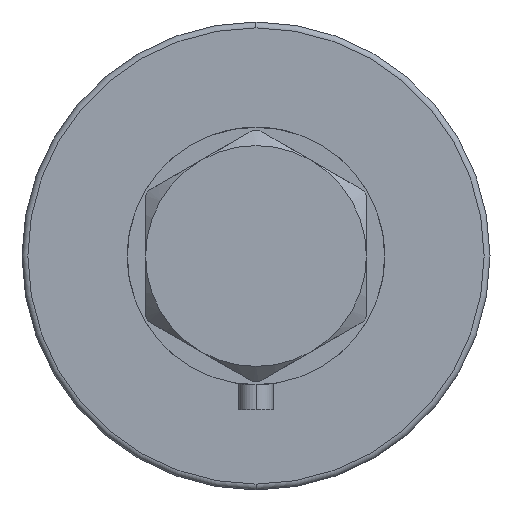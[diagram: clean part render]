
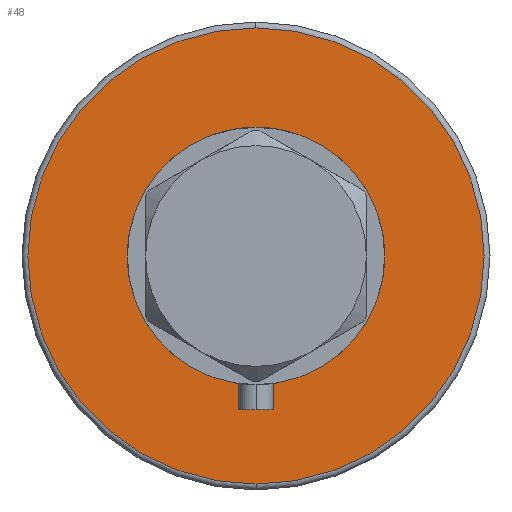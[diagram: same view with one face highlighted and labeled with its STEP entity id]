
A CAD part, left-side view. The second image highlights one B-rep face of the part: STEP entity #48.
In plain terms, the highlighted face is planar.
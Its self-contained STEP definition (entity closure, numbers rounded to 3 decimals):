
#27 = DIRECTION ( 'NONE',  ( 0., 0., 1. ) ) ;
#48 = ADVANCED_FACE ( 'NONE', ( #2453, #2864 ), #2477, .F. ) ;
#233 = EDGE_CURVE ( 'NONE', #2651, #3933, #2662, .T. ) ;
#359 = EDGE_LOOP ( 'NONE', ( #2735, #461 ) ) ;
#441 = DIRECTION ( 'NONE',  ( 0., 0., 1. ) ) ;
#461 = ORIENTED_EDGE ( 'NONE', *, *, #1586, .T. ) ;
#493 = DIRECTION ( 'NONE',  ( 1., 0., 0. ) ) ;
#496 = DIRECTION ( 'NONE',  ( 0., 0., 1. ) ) ;
#763 = CIRCLE ( 'NONE', #4574, 78. ) ;
#910 = CARTESIAN_POINT ( 'NONE',  ( 0., 0., 0. ) ) ;
#914 = CIRCLE ( 'NONE', #2824, 37.5 ) ;
#1204 = CARTESIAN_POINT ( 'NONE',  ( 0., 0., 0. ) ) ;
#1287 = DIRECTION ( 'NONE',  ( 1., 0., 0. ) ) ;
#1480 = CARTESIAN_POINT ( 'NONE',  ( -37.5, 0., 0. ) ) ;
#1586 = EDGE_CURVE ( 'NONE', #4690, #4028, #914, .T. ) ;
#1631 = CARTESIAN_POINT ( 'NONE',  ( 0., 0., 0. ) ) ;
#1967 = AXIS2_PLACEMENT_3D ( 'NONE', #910, #27, #493 ) ;
#1980 = DIRECTION ( 'NONE',  ( 1., 0., 0. ) ) ;
#2214 = EDGE_LOOP ( 'NONE', ( #3187, #2915 ) ) ;
#2453 = FACE_OUTER_BOUND ( 'NONE', #2214, .T. ) ;
#2477 = PLANE ( 'NONE',  #4484 ) ;
#2651 = VERTEX_POINT ( 'NONE', #4921 ) ;
#2662 = CIRCLE ( 'NONE', #3051, 78. ) ;
#2733 = DIRECTION ( 'NONE',  ( 0., 0., -1. ) ) ;
#2735 = ORIENTED_EDGE ( 'NONE', *, *, #2800, .T. ) ;
#2800 = EDGE_CURVE ( 'NONE', #4028, #4690, #2912, .T. ) ;
#2824 = AXIS2_PLACEMENT_3D ( 'NONE', #3865, #441, #1980 ) ;
#2864 = FACE_BOUND ( 'NONE', #359, .T. ) ;
#2912 = CIRCLE ( 'NONE', #1967, 37.5 ) ;
#2915 = ORIENTED_EDGE ( 'NONE', *, *, #4032, .T. ) ;
#3051 = AXIS2_PLACEMENT_3D ( 'NONE', #1631, #3149, #4312 ) ;
#3149 = DIRECTION ( 'NONE',  ( 0., 0., -1. ) ) ;
#3187 = ORIENTED_EDGE ( 'NONE', *, *, #233, .T. ) ;
#3635 = CARTESIAN_POINT ( 'NONE',  ( -78., 0., 0. ) ) ;
#3865 = CARTESIAN_POINT ( 'NONE',  ( 0., 0., 0. ) ) ;
#3933 = VERTEX_POINT ( 'NONE', #3635 ) ;
#3976 = CARTESIAN_POINT ( 'NONE',  ( 0., 0., 0. ) ) ;
#4028 = VERTEX_POINT ( 'NONE', #4195 ) ;
#4032 = EDGE_CURVE ( 'NONE', #3933, #2651, #763, .T. ) ;
#4195 = CARTESIAN_POINT ( 'NONE',  ( 37.5, 0., 0. ) ) ;
#4312 = DIRECTION ( 'NONE',  ( 1., 0., 0. ) ) ;
#4484 = AXIS2_PLACEMENT_3D ( 'NONE', #3976, #496, #1287 ) ;
#4574 = AXIS2_PLACEMENT_3D ( 'NONE', #1204, #2733, #4607 ) ;
#4607 = DIRECTION ( 'NONE',  ( 1., 0., 0. ) ) ;
#4690 = VERTEX_POINT ( 'NONE', #1480 ) ;
#4921 = CARTESIAN_POINT ( 'NONE',  ( 78., 0., 0. ) ) ;
